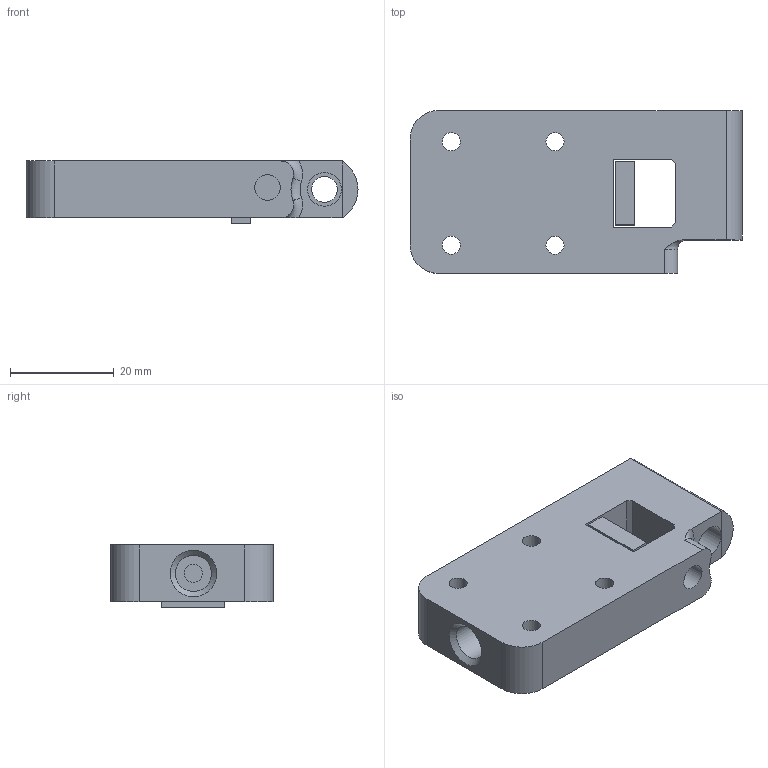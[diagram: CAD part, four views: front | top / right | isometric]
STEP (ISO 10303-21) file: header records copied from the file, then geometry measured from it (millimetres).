
FILE_DESCRIPTION(/* description */ (''),/* implementation_level */ '2;1');
FILE_NAME(/* name */ 'Front_X_Carriage v1.step',/* time_stamp */ '2020-09-05T23:24:54+01:00',/* author */ (''),/* organization */ (''),/* preprocessor_version */ 'ST-DEVELOPER v18.1',/* originating_system */ 'Autodesk Translation Framework v9.3.0.1241',/* authorisation */ '');
FILE_SCHEMA (('AUTOMOTIVE_DESIGN { 1 0 10303 214 3 1 1 }'));
Length unit declared in the file: millimetre
Products named in the file (1): Front_X_Carriage
Bounding box: 64.12 x 31.45 x 12 mm (x, y, z)
Volume: 16835.2 mm3; surface area: 8344.7 mm2
Topology: 2 solids, 2 shells, 54 faces, 124 edges, 81 vertices
Faces by surface type: plane 30, cylinder 20, torus 3, cone 1
Full cylindrical faces by diameter (mm): 3.5 x6, 5 x2, 6 x4, 6.5 x1, 7 x1
Entity records: 1612 total; most frequent: DIRECTION 278, CARTESIAN_POINT 274, ORIENTED_EDGE 248, EDGE_CURVE 124, AXIS2_PLACEMENT_3D 101, VERTEX_POINT 81, EDGE_LOOP 79, LINE 76
